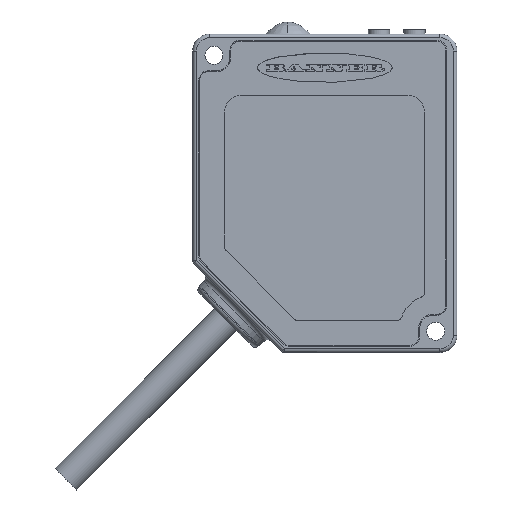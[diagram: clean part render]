
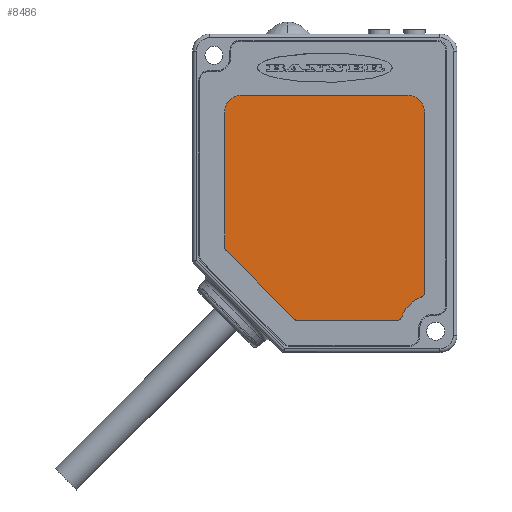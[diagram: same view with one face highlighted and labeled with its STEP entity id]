
A CAD part, top view. The second image highlights one B-rep face of the part: STEP entity #8486.
In plain terms, the highlighted planar face has unit normal (0, 0, 1).
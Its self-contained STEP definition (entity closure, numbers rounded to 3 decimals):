
#1228=CARTESIAN_POINT('',(-9.3,-14.74,9.575));
#1229=DIRECTION('',(0.,0.,1.));
#1230=DIRECTION('',(1.,0.,0.));
#1231=AXIS2_PLACEMENT_3D('',#1228,#1229,#1230);
#1246=CARTESIAN_POINT('',(-40.6,-14.74,9.575));
#1247=DIRECTION('',(0.,0.,1.));
#1248=DIRECTION('',(0.,1.,0.));
#1249=AXIS2_PLACEMENT_3D('',#1246,#1247,#1248);
#1251=DIRECTION('',(-1.,0.,0.));
#1252=VECTOR('',#1251,31.3);
#1253=CARTESIAN_POINT('',(-9.3,-11.54,9.575));
#1254=LINE('',#1253,#1252);
#1255=DIRECTION('',(0.,1.,0.));
#1256=VECTOR('',#1255,33.948);
#1257=CARTESIAN_POINT('',(-6.1,-48.688,9.575));
#1258=LINE('',#1257,#1256);
#1259=CARTESIAN_POINT('',(-4.6,-55.44,9.575));
#1260=DIRECTION('',(0.,0.,-1.));
#1261=DIRECTION('',(-0.943,0.333,0.));
#1262=AXIS2_PLACEMENT_3D('',#1259,#1260,#1261);
#1264=DIRECTION('',(1.,0.,0.));
#1265=VECTOR('',#1264,18.521);
#1266=CARTESIAN_POINT('',(-29.91,-54.04,9.575));
#1267=LINE('',#1266,#1265);
#1268=DIRECTION('',(0.707,-0.707,0.));
#1269=VECTOR('',#1268,18.23);
#1270=CARTESIAN_POINT('',(-43.507,-40.857,9.575));
#1271=LINE('',#1270,#1269);
#1272=DIRECTION('',(0.,-1.,0.));
#1273=VECTOR('',#1272,25.41);
#1274=CARTESIAN_POINT('',(-43.8,-14.74,9.575));
#1275=LINE('',#1274,#1273);
#1289=CARTESIAN_POINT('',(-7.1,-48.688,9.575));
#1290=DIRECTION('',(0.,0.,1.));
#1291=DIRECTION('',(0.347,-0.938,0.));
#1292=AXIS2_PLACEMENT_3D('',#1289,#1290,#1291);
#1307=CARTESIAN_POINT('',(-11.388,-53.04,9.575));
#1308=DIRECTION('',(0.,0.,1.));
#1309=DIRECTION('',(0.,-1.,0.));
#1310=AXIS2_PLACEMENT_3D('',#1307,#1308,#1309);
#1325=CARTESIAN_POINT('',(-29.91,-53.04,9.575));
#1326=DIRECTION('',(0.,0.,1.));
#1327=DIRECTION('',(-0.707,-0.707,0.));
#1328=AXIS2_PLACEMENT_3D('',#1325,#1326,#1327);
#1343=CARTESIAN_POINT('',(-42.8,-40.15,9.575));
#1344=DIRECTION('',(0.,0.,1.));
#1345=DIRECTION('',(-1.,0.,0.));
#1346=AXIS2_PLACEMENT_3D('',#1343,#1344,#1345);
#6240=CARTESIAN_POINT('',(-6.1,-48.688,9.575));
#6242=VERTEX_POINT('',#6240);
#6244=CARTESIAN_POINT('',(-6.753,-49.626,9.575));
#6246=VERTEX_POINT('',#6244);
#6248=CARTESIAN_POINT('',(-10.445,-53.373,9.575));
#6250=VERTEX_POINT('',#6248);
#6252=CARTESIAN_POINT('',(-11.388,-54.04,9.575));
#6254=VERTEX_POINT('',#6252);
#6255=CARTESIAN_POINT('',(-29.91,-54.04,9.575));
#6256=VERTEX_POINT('',#6255);
#6264=CARTESIAN_POINT('',(-30.617,-53.747,9.575));
#6266=VERTEX_POINT('',#6264);
#6268=CARTESIAN_POINT('',(-43.507,-40.857,9.575));
#6270=VERTEX_POINT('',#6268);
#6272=CARTESIAN_POINT('',(-43.8,-40.15,9.575));
#6274=VERTEX_POINT('',#6272);
#6778=CARTESIAN_POINT('',(-43.8,-14.74,9.575));
#6780=VERTEX_POINT('',#6778);
#6782=CARTESIAN_POINT('',(-40.6,-11.54,9.575));
#6784=VERTEX_POINT('',#6782);
#6786=CARTESIAN_POINT('',(-9.3,-11.54,9.575));
#6788=VERTEX_POINT('',#6786);
#6790=CARTESIAN_POINT('',(-6.1,-14.74,9.575));
#6792=VERTEX_POINT('',#6790);
#8460=CARTESIAN_POINT('',(-2.1,-58.7,9.575));
#8461=DIRECTION('',(0.,0.,1.));
#8462=DIRECTION('',(0.,1.,0.));
#8463=AXIS2_PLACEMENT_3D('',#8460,#8461,#8462);
#8464=PLANE('',#8463);
#8465=ORIENTED_EDGE('',*,*,#8441,.F.);
#8466=ORIENTED_EDGE('',*,*,#8427,.F.);
#8467=ORIENTED_EDGE('',*,*,#8413,.F.);
#8468=ORIENTED_EDGE('',*,*,#8399,.F.);
#8470=ORIENTED_EDGE('',*,*,#8469,.F.);
#8472=ORIENTED_EDGE('',*,*,#8471,.F.);
#8474=ORIENTED_EDGE('',*,*,#8473,.F.);
#8476=ORIENTED_EDGE('',*,*,#8475,.F.);
#8478=ORIENTED_EDGE('',*,*,#8477,.F.);
#8480=ORIENTED_EDGE('',*,*,#8479,.F.);
#8482=ORIENTED_EDGE('',*,*,#8481,.F.);
#8483=ORIENTED_EDGE('',*,*,#8452,.F.);
#8484=EDGE_LOOP('',(#8465,#8466,#8467,#8468,#8470,#8472,#8474,#8476,#8478,#8480,
#8482,#8483));
#8485=FACE_OUTER_BOUND('',#8484,.F.);
#8486=ADVANCED_FACE('',(#8485),#8464,.T.);
#1232=CIRCLE('',#1231,3.2);
#1250=CIRCLE('',#1249,3.2);
#1263=CIRCLE('',#1262,6.2);
#1293=CIRCLE('',#1292,1.);
#1311=CIRCLE('',#1310,1.);
#1329=CIRCLE('',#1328,1.);
#1347=CIRCLE('',#1346,1.);
#8399=EDGE_CURVE('',#6242,#6792,#1258,.T.);
#8413=EDGE_CURVE('',#6792,#6788,#1232,.T.);
#8427=EDGE_CURVE('',#6788,#6784,#1254,.T.);
#8441=EDGE_CURVE('',#6784,#6780,#1250,.T.);
#8452=EDGE_CURVE('',#6780,#6274,#1275,.T.);
#8469=EDGE_CURVE('',#6246,#6242,#1293,.T.);
#8471=EDGE_CURVE('',#6250,#6246,#1263,.T.);
#8473=EDGE_CURVE('',#6254,#6250,#1311,.T.);
#8475=EDGE_CURVE('',#6256,#6254,#1267,.T.);
#8477=EDGE_CURVE('',#6266,#6256,#1329,.T.);
#8479=EDGE_CURVE('',#6270,#6266,#1271,.T.);
#8481=EDGE_CURVE('',#6274,#6270,#1347,.T.);
